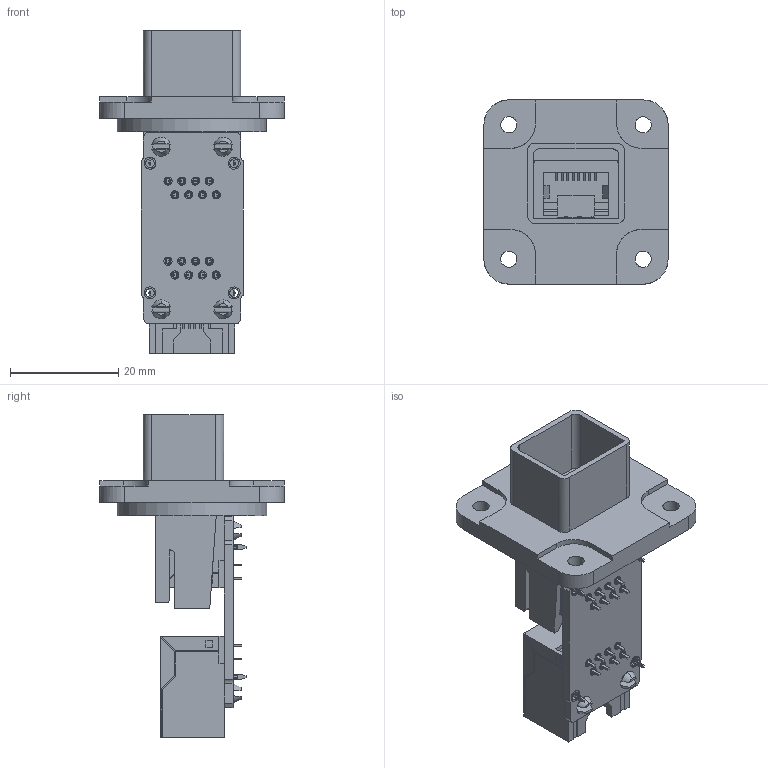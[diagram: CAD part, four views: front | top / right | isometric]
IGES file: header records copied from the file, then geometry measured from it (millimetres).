
Global section: file name: 0945_RJI_push-pull_easy_install_IP67_receptacle_right.igs; preprocessor: I-DEAS 3D IGES Translator 10; date: 20080711.184128; units: millimetre
Bounding box: 34 x 34 x 59.61 mm (x, y, z)
Volume: 10216.4 mm3; surface area: 10621.3 mm2
Topology: 1 solids, 2 shells, 996 faces, 2918 edges, 1920 vertices
Faces by surface type: bspline 996
